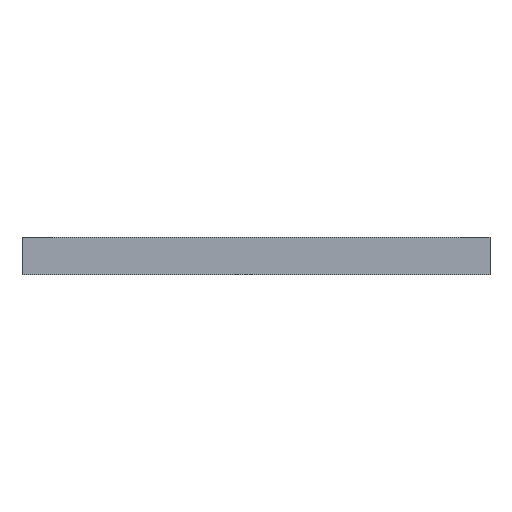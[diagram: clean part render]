
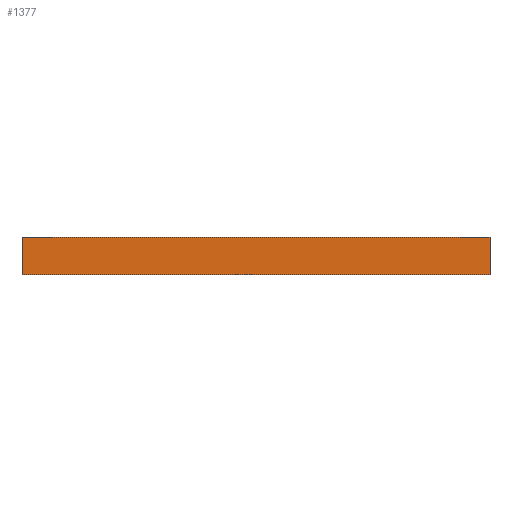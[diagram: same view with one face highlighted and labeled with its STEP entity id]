
A CAD part, left-side view. The second image highlights one B-rep face of the part: STEP entity #1377.
In plain terms, the highlighted planar face has unit normal (-1, 0, 0).
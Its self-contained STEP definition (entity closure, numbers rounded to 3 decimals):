
#247=PLANE('',#1480);
#290=FACE_OUTER_BOUND('',#383,.T.);
#383=EDGE_LOOP('',(#1087,#1088,#1089,#1090));
#465=LINE('',#4963,#508);
#469=LINE('',#5130,#512);
#471=LINE('',#5134,#514);
#472=LINE('',#5136,#515);
#508=VECTOR('',#1599,9.);
#512=VECTOR('',#1605,9.);
#514=VECTOR('',#1609,9.);
#515=VECTOR('',#1612,9.);
#609=VERTEX_POINT('',#4960);
#610=VERTEX_POINT('',#4962);
#618=VERTEX_POINT('',#5128);
#619=VERTEX_POINT('',#5132);
#773=EDGE_CURVE('',#610,#609,#465,.T.);
#784=EDGE_CURVE('',#618,#609,#469,.T.);
#786=EDGE_CURVE('',#618,#619,#471,.T.);
#787=EDGE_CURVE('',#610,#619,#472,.T.);
#1087=ORIENTED_EDGE('',*,*,#773,.T.);
#1088=ORIENTED_EDGE('',*,*,#784,.F.);
#1089=ORIENTED_EDGE('',*,*,#786,.T.);
#1090=ORIENTED_EDGE('',*,*,#787,.F.);
#1377=ADVANCED_FACE('',(#290),#247,.F.);
#1480=AXIS2_PLACEMENT_3D('',#5137,#1613,#1614);
#1599=DIRECTION('',(0.,0.,1.));
#1605=DIRECTION('',(0.,-1.,0.));
#1609=DIRECTION('',(0.,0.,-1.));
#1612=DIRECTION('',(0.,1.,0.));
#1613=DIRECTION('center_axis',(1.,0.,0.));
#1614=DIRECTION('ref_axis',(0.,0.,-1.));
#4960=CARTESIAN_POINT('',(-162.833,-73.087,-0.4));
#4962=CARTESIAN_POINT('',(-162.833,-73.087,-14.8));
#4963=CARTESIAN_POINT('',(-162.833,-73.087,-0.4));
#5128=CARTESIAN_POINT('',(-162.833,106.913,-0.4));
#5130=CARTESIAN_POINT('',(-162.833,-28.422,-0.4));
#5132=CARTESIAN_POINT('',(-162.833,106.913,-14.8));
#5134=CARTESIAN_POINT('',(-162.833,106.913,-0.4));
#5136=CARTESIAN_POINT('',(-162.833,-28.422,-14.8));
#5137=CARTESIAN_POINT('Origin',(-162.833,-73.756,-0.4));
